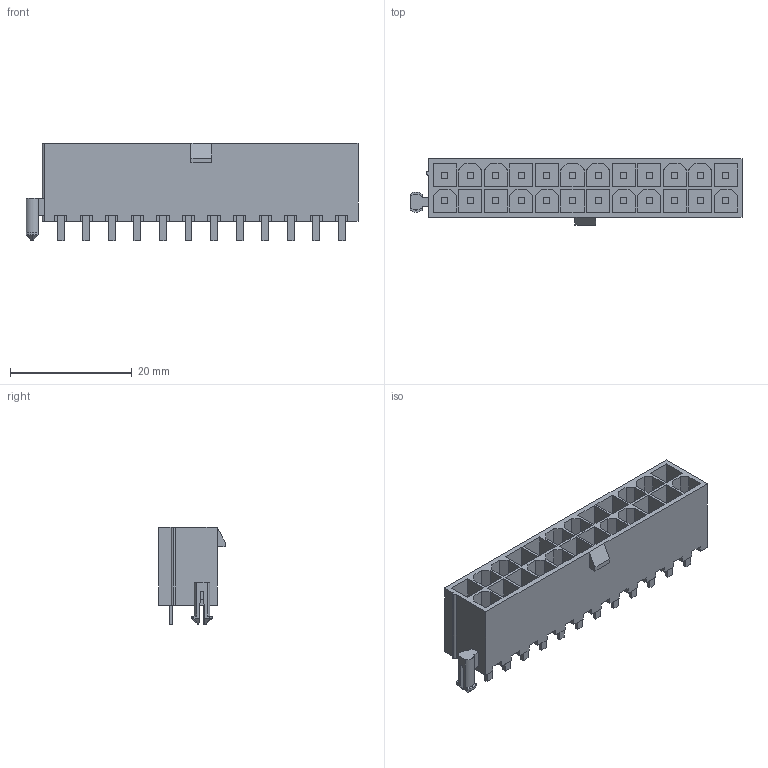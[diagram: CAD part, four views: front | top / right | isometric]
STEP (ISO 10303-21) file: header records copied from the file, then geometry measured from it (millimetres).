
FILE_DESCRIPTION(('STEP AP242'),'1');
FILE_NAME('1-1775099-3.stp','2022-12-16T17:01:46',('TraceParts'),('TraceParts S.A.'),'Spatial InterOp 3D',' ',' ');
FILE_SCHEMA(('AP242_MANAGED_MODEL_BASED_3D_ENGINEERING_MIM_LF {1 0 10303 442 1 1 4}'));
Length unit declared in the file: millimetre
Products named in the file (1): 1-1775099-3
Bounding box: 54.55 x 10.9 x 16 mm (x, y, z)
Volume: 3166.8 mm3; surface area: 6845.3 mm2
Topology: 1 solids, 1 shells, 533 faces, 1366 edges, 908 vertices
Faces by surface type: plane 518, cylinder 11, cone 4
Entity records: 15867 total; most frequent: CARTESIAN_POINT 2868, ORIENTED_EDGE 2732, DIRECTION 2442, EDGE_CURVE 1366, LINE 1334, VECTOR 1334, VERTEX_POINT 908, EDGE_LOOP 606
